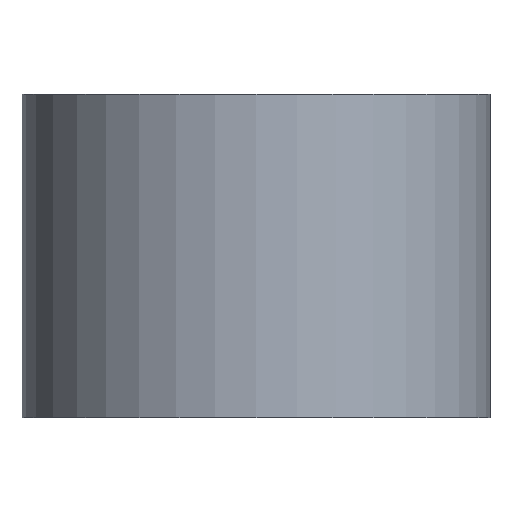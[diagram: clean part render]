
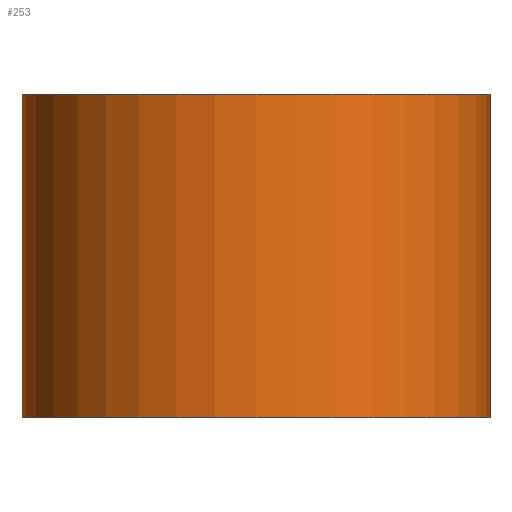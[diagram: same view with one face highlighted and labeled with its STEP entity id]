
A CAD part, front view. The second image highlights one B-rep face of the part: STEP entity #253.
In plain terms, the highlighted cylindrical face has radius 9.4 mm (diameter 18.8 mm), a full revolution.
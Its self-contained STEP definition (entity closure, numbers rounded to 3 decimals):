
#36=LINE('',#457,#48);
#42=LINE('',#469,#54);
#44=LINE('',#500,#56);
#48=VECTOR('',#340,10.);
#54=VECTOR('',#354,10.);
#56=VECTOR('',#374,9.4);
#60=CYLINDRICAL_SURFACE('',#299,9.4);
#62=FACE_BOUND('',#94,.T.);
#67=B_SPLINE_CURVE_WITH_KNOTS('',3,(#435,#436,#437,#438,#439,#440,#441,
#442,#443,#444,#445,#446,#447,#448),.UNSPECIFIED.,.F.,.F.,(4,2,2,2,2,2,
4),(0.398,0.422,0.482,0.602,
0.723,0.783,0.806),.UNSPECIFIED.);
#68=B_SPLINE_CURVE_WITH_KNOTS('',3,(#472,#473,#474,#475,#476,#477,#478,
#479,#480,#481,#482,#483,#484,#485,#486),.UNSPECIFIED.,.F.,.F.,(4,2,2,3,
2,2,4),(-0.204,-0.181,-0.12,0.,0.12,
0.181,0.204),.UNSPECIFIED.);
#79=FACE_OUTER_BOUND('',#93,.T.);
#93=EDGE_LOOP('',(#226,#227,#228,#229,#230,#231));
#94=EDGE_LOOP('',(#232,#233,#234,#235));
#112=CIRCLE('',#300,9.4);
#113=CIRCLE('',#301,9.4);
#114=CIRCLE('',#302,9.4);
#115=CIRCLE('',#303,9.4);
#130=VERTEX_POINT('',#432);
#131=VERTEX_POINT('',#434);
#134=VERTEX_POINT('',#455);
#136=VERTEX_POINT('',#468);
#139=VERTEX_POINT('',#495);
#140=VERTEX_POINT('',#496);
#141=VERTEX_POINT('',#499);
#142=VERTEX_POINT('',#501);
#154=EDGE_CURVE('',#131,#130,#67,.T.);
#159=EDGE_CURVE('',#130,#134,#36,.T.);
#165=EDGE_CURVE('',#136,#131,#42,.T.);
#167=EDGE_CURVE('',#134,#136,#68,.T.);
#171=EDGE_CURVE('',#139,#140,#112,.T.);
#172=EDGE_CURVE('',#140,#139,#113,.T.);
#173=EDGE_CURVE('',#140,#141,#44,.T.);
#174=EDGE_CURVE('',#141,#142,#114,.T.);
#175=EDGE_CURVE('',#142,#141,#115,.T.);
#226=ORIENTED_EDGE('',*,*,#171,.F.);
#227=ORIENTED_EDGE('',*,*,#172,.F.);
#228=ORIENTED_EDGE('',*,*,#173,.T.);
#229=ORIENTED_EDGE('',*,*,#174,.T.);
#230=ORIENTED_EDGE('',*,*,#175,.T.);
#231=ORIENTED_EDGE('',*,*,#173,.F.);
#232=ORIENTED_EDGE('',*,*,#165,.T.);
#233=ORIENTED_EDGE('',*,*,#154,.T.);
#234=ORIENTED_EDGE('',*,*,#159,.T.);
#235=ORIENTED_EDGE('',*,*,#167,.T.);
#253=ADVANCED_FACE('',(#79,#62),#60,.T.);
#299=AXIS2_PLACEMENT_3D('',#494,#368,#369);
#300=AXIS2_PLACEMENT_3D('',#497,#370,#371);
#301=AXIS2_PLACEMENT_3D('',#498,#372,#373);
#302=AXIS2_PLACEMENT_3D('',#502,#375,#376);
#303=AXIS2_PLACEMENT_3D('',#503,#377,#378);
#340=DIRECTION('',(0.,0.,1.));
#354=DIRECTION('',(0.,0.,-1.));
#368=DIRECTION('center_axis',(0.,0.,1.));
#369=DIRECTION('ref_axis',(1.,0.,0.));
#370=DIRECTION('center_axis',(0.,0.,1.));
#371=DIRECTION('ref_axis',(1.,0.,0.));
#372=DIRECTION('center_axis',(0.,0.,1.));
#373=DIRECTION('ref_axis',(1.,0.,0.));
#374=DIRECTION('',(0.,0.,-1.));
#375=DIRECTION('center_axis',(0.,0.,1.));
#376=DIRECTION('ref_axis',(1.,0.,0.));
#377=DIRECTION('center_axis',(0.,0.,1.));
#378=DIRECTION('ref_axis',(1.,0.,0.));
#432=CARTESIAN_POINT('',(2.,9.185,2.673));
#434=CARTESIAN_POINT('',(-2.,9.185,2.673));
#435=CARTESIAN_POINT('Ctrl Pts',(-2.,9.185,2.673));
#436=CARTESIAN_POINT('Ctrl Pts',(-1.937,9.198,2.716));
#437=CARTESIAN_POINT('Ctrl Pts',(-1.871,9.212,2.756));
#438=CARTESIAN_POINT('Ctrl Pts',(-1.627,9.26,2.884));
#439=CARTESIAN_POINT('Ctrl Pts',(-1.436,9.292,2.956));
#440=CARTESIAN_POINT('Ctrl Pts',(-0.835,9.372,3.123));
#441=CARTESIAN_POINT('Ctrl Pts',(-0.401,9.4,3.169));
#442=CARTESIAN_POINT('Ctrl Pts',(0.401,9.4,3.169));
#443=CARTESIAN_POINT('Ctrl Pts',(0.835,9.372,3.123));
#444=CARTESIAN_POINT('Ctrl Pts',(1.436,9.292,2.956));
#445=CARTESIAN_POINT('Ctrl Pts',(1.627,9.26,2.884));
#446=CARTESIAN_POINT('Ctrl Pts',(1.871,9.212,2.756));
#447=CARTESIAN_POINT('Ctrl Pts',(1.937,9.198,2.716));
#448=CARTESIAN_POINT('Ctrl Pts',(2.,9.185,2.673));
#455=CARTESIAN_POINT('',(2.,9.185,10.327));
#457=CARTESIAN_POINT('',(2.,9.185,0.));
#468=CARTESIAN_POINT('',(-2.,9.185,10.327));
#469=CARTESIAN_POINT('',(-2.,9.185,0.));
#472=CARTESIAN_POINT('Ctrl Pts',(2.,9.185,10.327));
#473=CARTESIAN_POINT('Ctrl Pts',(1.937,9.198,10.284));
#474=CARTESIAN_POINT('Ctrl Pts',(1.871,9.212,10.244));
#475=CARTESIAN_POINT('Ctrl Pts',(1.627,9.26,10.116));
#476=CARTESIAN_POINT('Ctrl Pts',(1.436,9.292,10.044));
#477=CARTESIAN_POINT('Ctrl Pts',(0.835,9.372,9.877));
#478=CARTESIAN_POINT('Ctrl Pts',(0.401,9.4,9.831));
#479=CARTESIAN_POINT('Ctrl Pts',(0.,9.4,9.831));
#480=CARTESIAN_POINT('Ctrl Pts',(-0.401,9.4,9.831));
#481=CARTESIAN_POINT('Ctrl Pts',(-0.835,9.372,9.877));
#482=CARTESIAN_POINT('Ctrl Pts',(-1.436,9.292,10.044));
#483=CARTESIAN_POINT('Ctrl Pts',(-1.627,9.26,10.116));
#484=CARTESIAN_POINT('Ctrl Pts',(-1.871,9.212,10.244));
#485=CARTESIAN_POINT('Ctrl Pts',(-1.937,9.198,10.284));
#486=CARTESIAN_POINT('Ctrl Pts',(-2.,9.185,10.327));
#494=CARTESIAN_POINT('Origin',(0.,0.,0.));
#495=CARTESIAN_POINT('',(9.4,0.,13.));
#496=CARTESIAN_POINT('',(-9.4,0.,13.));
#497=CARTESIAN_POINT('Origin',(0.,0.,13.));
#498=CARTESIAN_POINT('Origin',(0.,0.,13.));
#499=CARTESIAN_POINT('',(-9.4,0.,0.));
#500=CARTESIAN_POINT('',(-9.4,0.,0.));
#501=CARTESIAN_POINT('',(9.4,0.,0.));
#502=CARTESIAN_POINT('Origin',(0.,0.,0.));
#503=CARTESIAN_POINT('Origin',(0.,0.,0.));
